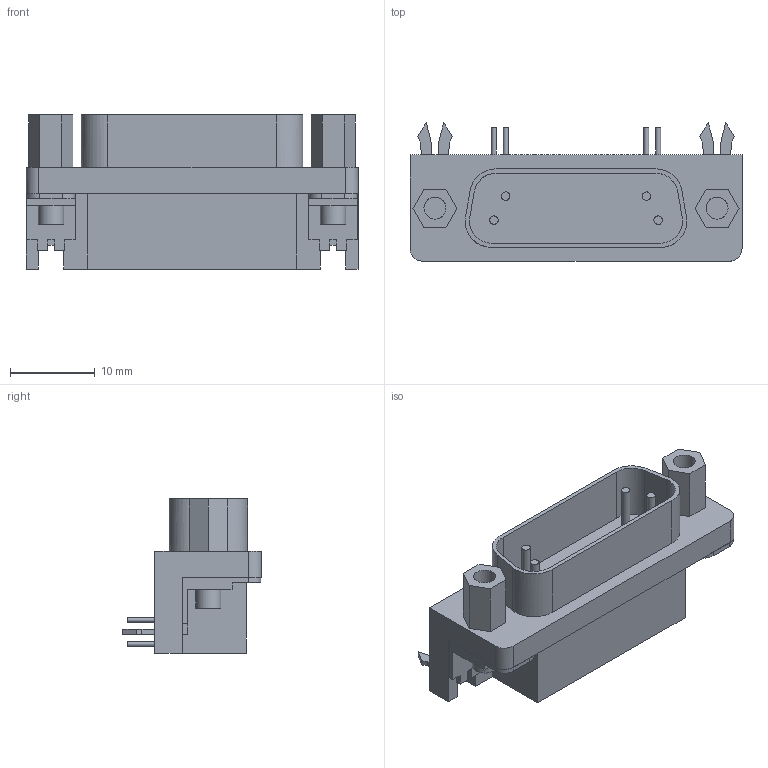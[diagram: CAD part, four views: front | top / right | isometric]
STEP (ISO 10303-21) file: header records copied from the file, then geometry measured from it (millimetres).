
FILE_DESCRIPTION((''),'2;1');
FILE_NAME( '0968_Dsub-S_US_foot_print_male_angled_15-pins_board_lock_female_s','2005-08-23T14:55:06',('User'),('SDRC'),'I-DEAS Master Series 9','UNIX','Yes');
FILE_SCHEMA(('AUTOMOTIVE_DESIGN { 1 0 10303 214 1 1 1 1 }'));
Length unit declared in the file: millimetre
Products named in the file (1): 09 68 263 x813
Bounding box: 39.2 x 16.35 x 18.2 mm (x, y, z)
Volume: 4739.6 mm3; surface area: 3511.7 mm2
Topology: 1 solids, 1 shells, 142 faces, 364 edges, 240 vertices
Faces by surface type: bspline 142
Entity records: 4337 total; most frequent: CARTESIAN_POINT 1841, ORIENTED_EDGE 728, EDGE_CURVE 364, VERTEX_POINT 240, OVER_RIDING_STYLED_ITEM 220, B_SPLINE_CURVE_WITH_KNOTS 175, EDGE_LOOP 158, FACE_OUTER_BOUND 142
